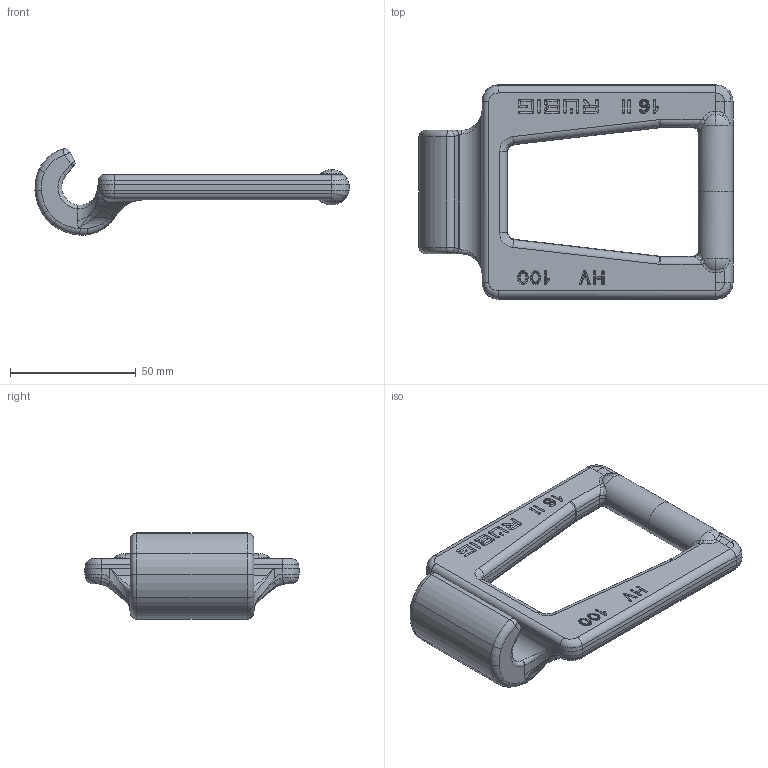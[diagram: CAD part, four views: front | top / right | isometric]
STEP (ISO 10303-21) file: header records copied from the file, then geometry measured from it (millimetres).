
FILE_DESCRIPTION(/* description */ (''),/* implementation_level */ '2;1');
FILE_NAME(/* name */ 'Kettenglied_T100.stp',/* time_stamp */ '2016-05-25T07:59:18+02:00',/* author */ (''),/* organization */ (''),/* preprocessor_version */ 'ST-DEVELOPER v15',/* originating_system */ 'SIEMENS PLM Software NX 8.5',/* authorisation */ '');
FILE_SCHEMA (('AUTOMOTIVE_DESIGN { 1 0 10303 214 3 1 1 1 }'));
Length unit declared in the file: millimetre
Products named in the file (1): haid14B4CDA9o3k9
Bounding box: 124.62 x 85 x 34.25 mm (x, y, z)
Volume: 77367.2 mm3; surface area: 20384.4 mm2
Topology: 1 solids, 1 shells, 817 faces, 2150 edges, 1288 vertices
Faces by surface type: bspline 511, cylinder 113, plane 60, extrusion 48, torus 44, sphere 39, cone 2
Entity records: 40053 total; most frequent: CARTESIAN_POINT 24554, ORIENTED_EDGE 4124, EDGE_CURVE 2062, DIRECTION 1948, VERTEX_POINT 1271, B_SPLINE_CURVE_WITH_KNOTS 1256, EDGE_LOOP 843, AXIS2_PLACEMENT_3D 821
